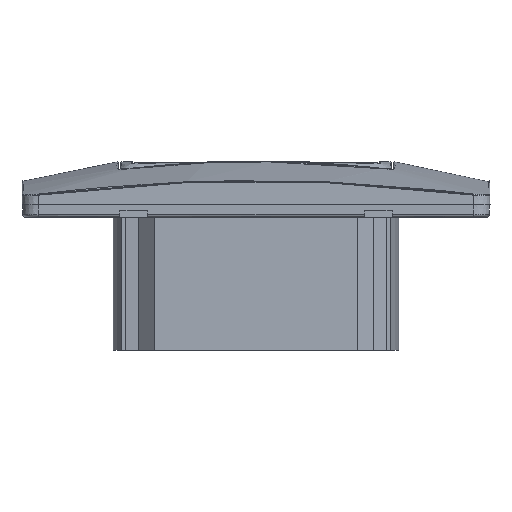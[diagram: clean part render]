
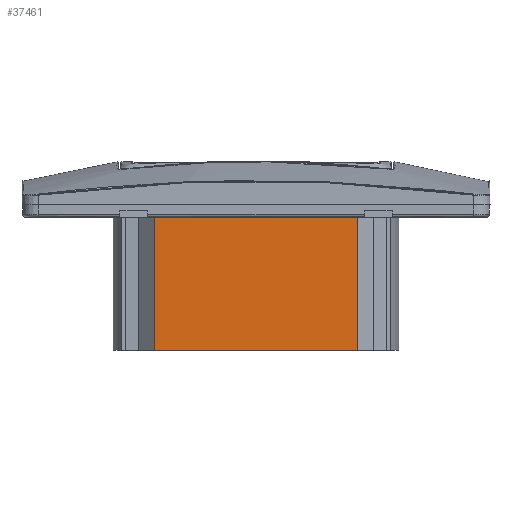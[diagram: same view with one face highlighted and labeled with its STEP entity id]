
A CAD part, front view. The second image highlights one B-rep face of the part: STEP entity #37461.
In plain terms, the highlighted planar face has unit normal (0, -1, 0).
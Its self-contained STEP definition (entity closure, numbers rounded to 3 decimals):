
#1387 = CARTESIAN_POINT ( 'NONE',  ( 6.222, -21.794, -24.45 ) ) ;
#2508 = CARTESIAN_POINT ( 'NONE',  ( 18.665, -21.794, -16.3 ) ) ;
#2601 = CARTESIAN_POINT ( 'NONE',  ( 18.665, -21.794, 0. ) ) ;
#2972 = FACE_OUTER_BOUND ( 'NONE', #27145, .T. ) ;
#3179 = B_SPLINE_CURVE_WITH_KNOTS ( 'NONE', 3,
 ( #35473, #9569, #1387, #15419 ),
 .UNSPECIFIED., .F., .F.,
 ( 4, 4 ),
 ( 0., 1. ),
 .UNSPECIFIED. ) ;
#3482 = CARTESIAN_POINT ( 'NONE',  ( -18.665, -21.794, -24.45 ) ) ;
#4772 = VERTEX_POINT ( 'NONE', #24282 ) ;
#4780 = VERTEX_POINT ( 'NONE', #30336 ) ;
#7669 = ORIENTED_EDGE ( 'NONE', *, *, #25363, .T. ) ;
#9569 = CARTESIAN_POINT ( 'NONE',  ( -6.222, -21.794, -24.45 ) ) ;
#10854 = AXIS2_PLACEMENT_3D ( 'NONE', #2601, #25890, #22875 ) ;
#11163 = CARTESIAN_POINT ( 'NONE',  ( -6.222, -21.794, 0. ) ) ;
#13877 = CARTESIAN_POINT ( 'NONE',  ( 18.665, -21.794, -24.45 ) ) ;
#14067 = CARTESIAN_POINT ( 'NONE',  ( 18.665, -21.794, -8.15 ) ) ;
#14235 = ORIENTED_EDGE ( 'NONE', *, *, #28277, .T. ) ;
#15419 = CARTESIAN_POINT ( 'NONE',  ( 18.665, -21.794, -24.45 ) ) ;
#16279 = CARTESIAN_POINT ( 'NONE',  ( -18.665, -21.794, 0. ) ) ;
#16316 = B_SPLINE_CURVE_WITH_KNOTS ( 'NONE', 3,
 ( #37070, #22513, #11163, #28750 ),
 .UNSPECIFIED., .F., .F.,
 ( 4, 4 ),
 ( 0., 1. ),
 .UNSPECIFIED. ) ;
#16819 = PLANE ( 'NONE',  #10854 ) ;
#16860 = B_SPLINE_CURVE_WITH_KNOTS ( 'NONE', 3,
 ( #16279, #25537, #30857, #36714 ),
 .UNSPECIFIED., .F., .F.,
 ( 4, 4 ),
 ( 0., 1. ),
 .UNSPECIFIED. ) ;
#21946 = B_SPLINE_CURVE_WITH_KNOTS ( 'NONE', 3,
 ( #13877, #2508, #14067, #25785 ),
 .UNSPECIFIED., .F., .F.,
 ( 4, 4 ),
 ( 0., 1. ),
 .UNSPECIFIED. ) ;
#22513 = CARTESIAN_POINT ( 'NONE',  ( 6.222, -21.794, 0. ) ) ;
#22839 = VERTEX_POINT ( 'NONE', #3482 ) ;
#22875 = DIRECTION ( 'NONE',  ( -1., 0., 0. ) ) ;
#24282 = CARTESIAN_POINT ( 'NONE',  ( 18.665, -21.794, -24.45 ) ) ;
#25363 = EDGE_CURVE ( 'NONE', #22839, #4772, #3179, .T. ) ;
#25537 = CARTESIAN_POINT ( 'NONE',  ( -18.665, -21.794, -8.15 ) ) ;
#25785 = CARTESIAN_POINT ( 'NONE',  ( 18.665, -21.794, 0. ) ) ;
#25890 = DIRECTION ( 'NONE',  ( 0., -1., 0. ) ) ;
#27145 = EDGE_LOOP ( 'NONE', ( #7669, #34491, #14235, #33184 ) ) ;
#27324 = EDGE_CURVE ( 'NONE', #33079, #22839, #16860, .T. ) ;
#28277 = EDGE_CURVE ( 'NONE', #4780, #33079, #16316, .T. ) ;
#28750 = CARTESIAN_POINT ( 'NONE',  ( -18.665, -21.794, 0. ) ) ;
#30336 = CARTESIAN_POINT ( 'NONE',  ( 18.665, -21.794, 0. ) ) ;
#30857 = CARTESIAN_POINT ( 'NONE',  ( -18.665, -21.794, -16.3 ) ) ;
#33079 = VERTEX_POINT ( 'NONE', #34951 ) ;
#33184 = ORIENTED_EDGE ( 'NONE', *, *, #27324, .T. ) ;
#34491 = ORIENTED_EDGE ( 'NONE', *, *, #35022, .T. ) ;
#34951 = CARTESIAN_POINT ( 'NONE',  ( -18.665, -21.794, 0. ) ) ;
#35022 = EDGE_CURVE ( 'NONE', #4772, #4780, #21946, .T. ) ;
#35473 = CARTESIAN_POINT ( 'NONE',  ( -18.665, -21.794, -24.45 ) ) ;
#36714 = CARTESIAN_POINT ( 'NONE',  ( -18.665, -21.794, -24.45 ) ) ;
#37070 = CARTESIAN_POINT ( 'NONE',  ( 18.665, -21.794, 0. ) ) ;
#37461 = ADVANCED_FACE ( 'NONE', ( #2972 ), #16819, .T. ) ;
